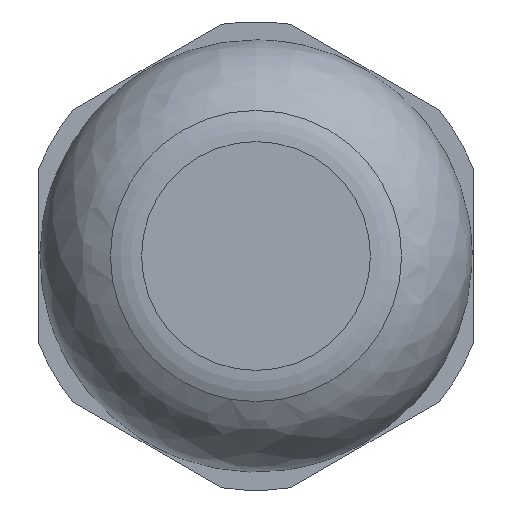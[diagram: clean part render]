
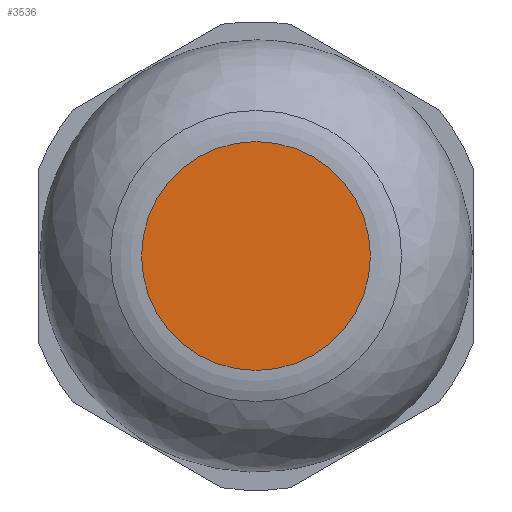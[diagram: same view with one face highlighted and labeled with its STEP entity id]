
A CAD part, left-side view. The second image highlights one B-rep face of the part: STEP entity #3536.
In plain terms, the highlighted planar face has unit normal (-1, 0, 0).
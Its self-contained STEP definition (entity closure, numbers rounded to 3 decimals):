
#158=PLANE('',#3961);
#919=FACE_OUTER_BOUND('',#1138,.T.);
#1138=EDGE_LOOP('',(#2946));
#1430=CIRCLE('',#3958,3.151);
#1720=VERTEX_POINT('',#6129);
#2176=EDGE_CURVE('',#1720,#1720,#1430,.T.);
#2946=ORIENTED_EDGE('',*,*,#2176,.F.);
#3536=ADVANCED_FACE('',(#919),#158,.T.);
#3958=AXIS2_PLACEMENT_3D('',#6130,#4889,#4890);
#3961=AXIS2_PLACEMENT_3D('',#6135,#4895,#4896);
#4889=DIRECTION('center_axis',(1.,0.,0.));
#4890=DIRECTION('ref_axis',(0.,-1.,0.));
#4895=DIRECTION('center_axis',(-1.,0.,0.));
#4896=DIRECTION('ref_axis',(0.,0.,1.));
#6129=CARTESIAN_POINT('',(-3.97,3.151,0.));
#6130=CARTESIAN_POINT('Origin',(-3.97,0.,0.));
#6135=CARTESIAN_POINT('Origin',(-3.97,3.5,0.));
